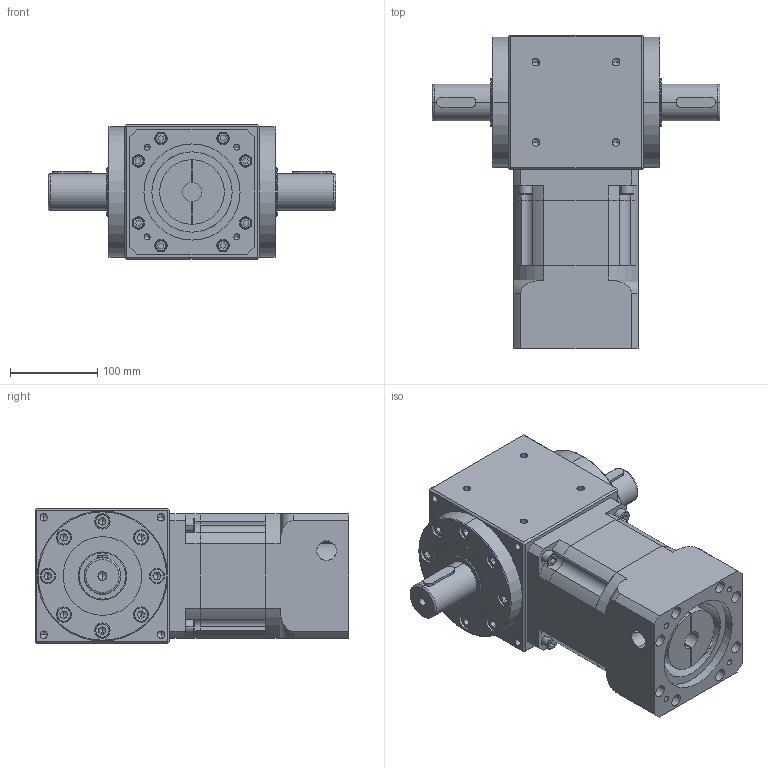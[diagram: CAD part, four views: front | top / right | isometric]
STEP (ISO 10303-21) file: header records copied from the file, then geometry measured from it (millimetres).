
FILE_DESCRIPTION (( 'STEP AP214' ), '1' );
FILE_NAME ('RAM150-L1-XX-2S-22-110-145-M8_2019.STEP', '2019-04-10T00:46:00', ( 'Y' ), ( 'NCU' ), 'SwSTEP 2.0', 'SolidWorks 2016', '' );
FILE_SCHEMA (( 'AUTOMOTIVE_DESIGN' ));
Length unit declared in the file: millimetre
Products named in the file (1): RAM150-L1-XX-2S-22-110-145-M8_2019
Bounding box: 329 x 359 x 154 mm (x, y, z)
Volume: 8009390.2 mm3; surface area: 528583.6 mm2
Topology: 6 solids, 24 shells, 899 faces, 2100 edges, 1288 vertices
Faces by surface type: plane 435, cylinder 300, cone 116, torus 48
Entity records: 26919 total; most frequent: CARTESIAN_POINT 4964, DIRECTION 4620, ORIENTED_EDGE 4024, EDGE_CURVE 2012, AXIS2_PLACEMENT_3D 1748, VERTEX_POINT 1288, VECTOR 1124, LINE 1124
